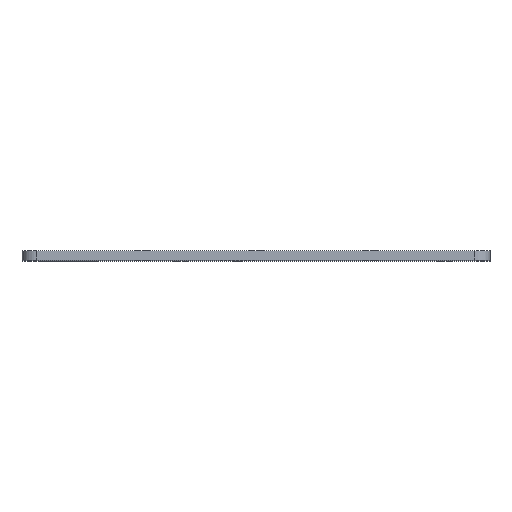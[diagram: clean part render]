
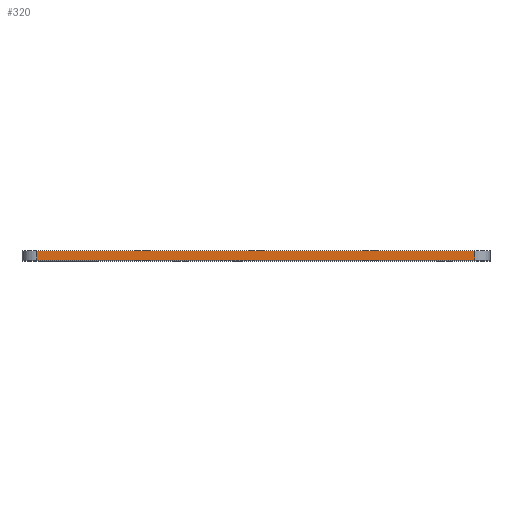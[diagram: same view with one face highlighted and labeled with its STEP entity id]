
A CAD part, top view. The second image highlights one B-rep face of the part: STEP entity #320.
In plain terms, the highlighted planar face has unit normal (0, 0, 1).
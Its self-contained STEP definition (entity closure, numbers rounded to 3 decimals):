
#5 = EDGE_CURVE ( 'NONE', #659, #743, #695, .T. ) ;
#89 = DIRECTION ( 'NONE',  ( 1., 0., 0. ) ) ;
#178 = LINE ( 'NONE', #564, #356 ) ;
#187 = DIRECTION ( 'NONE',  ( 0., -1., 0. ) ) ;
#189 = VERTEX_POINT ( 'NONE', #198 ) ;
#198 = CARTESIAN_POINT ( 'NONE',  ( 65., 1.6, 9.5 ) ) ;
#211 = FACE_OUTER_BOUND ( 'NONE', #737, .T. ) ;
#216 = CARTESIAN_POINT ( 'NONE',  ( -8., 1.6, 9.5 ) ) ;
#320 = ADVANCED_FACE ( 'NONE', ( #211 ), #754, .F. ) ;
#350 = ORIENTED_EDGE ( 'NONE', *, *, #735, .F. ) ;
#356 = VECTOR ( 'NONE', #1032, 1000. ) ;
#481 = DIRECTION ( 'NONE',  ( -1., 0., 0. ) ) ;
#488 = VERTEX_POINT ( 'NONE', #869 ) ;
#499 = VECTOR ( 'NONE', #187, 1000. ) ;
#504 = VECTOR ( 'NONE', #505, 1000. ) ;
#505 = DIRECTION ( 'NONE',  ( 1., 0., 0. ) ) ;
#564 = CARTESIAN_POINT ( 'NONE',  ( 65., 1.6, 9.5 ) ) ;
#590 = ORIENTED_EDGE ( 'NONE', *, *, #892, .T. ) ;
#608 = AXIS2_PLACEMENT_3D ( 'NONE', #759, #926, #481 ) ;
#659 = VERTEX_POINT ( 'NONE', #216 ) ;
#660 = VECTOR ( 'NONE', #89, 1000. ) ;
#676 = CARTESIAN_POINT ( 'NONE',  ( -8., 1.6, 9.5 ) ) ;
#695 = LINE ( 'NONE', #812, #499 ) ;
#735 = EDGE_CURVE ( 'NONE', #189, #488, #178, .T. ) ;
#737 = EDGE_LOOP ( 'NONE', ( #590, #350, #1063, #1089 ) ) ;
#743 = VERTEX_POINT ( 'NONE', #836 ) ;
#754 = PLANE ( 'NONE',  #608 ) ;
#759 = CARTESIAN_POINT ( 'NONE',  ( -8., 1.6, 9.5 ) ) ;
#797 = CARTESIAN_POINT ( 'NONE',  ( -8., 0., 9.5 ) ) ;
#812 = CARTESIAN_POINT ( 'NONE',  ( -8., 1.6, 9.5 ) ) ;
#836 = CARTESIAN_POINT ( 'NONE',  ( -8., 0., 9.5 ) ) ;
#869 = CARTESIAN_POINT ( 'NONE',  ( 65., 0., 9.5 ) ) ;
#892 = EDGE_CURVE ( 'NONE', #743, #488, #1072, .T. ) ;
#926 = DIRECTION ( 'NONE',  ( 0., 0., -1. ) ) ;
#981 = LINE ( 'NONE', #676, #504 ) ;
#1030 = EDGE_CURVE ( 'NONE', #659, #189, #981, .T. ) ;
#1032 = DIRECTION ( 'NONE',  ( 0., -1., 0. ) ) ;
#1063 = ORIENTED_EDGE ( 'NONE', *, *, #1030, .F. ) ;
#1072 = LINE ( 'NONE', #797, #660 ) ;
#1089 = ORIENTED_EDGE ( 'NONE', *, *, #5, .T. ) ;
